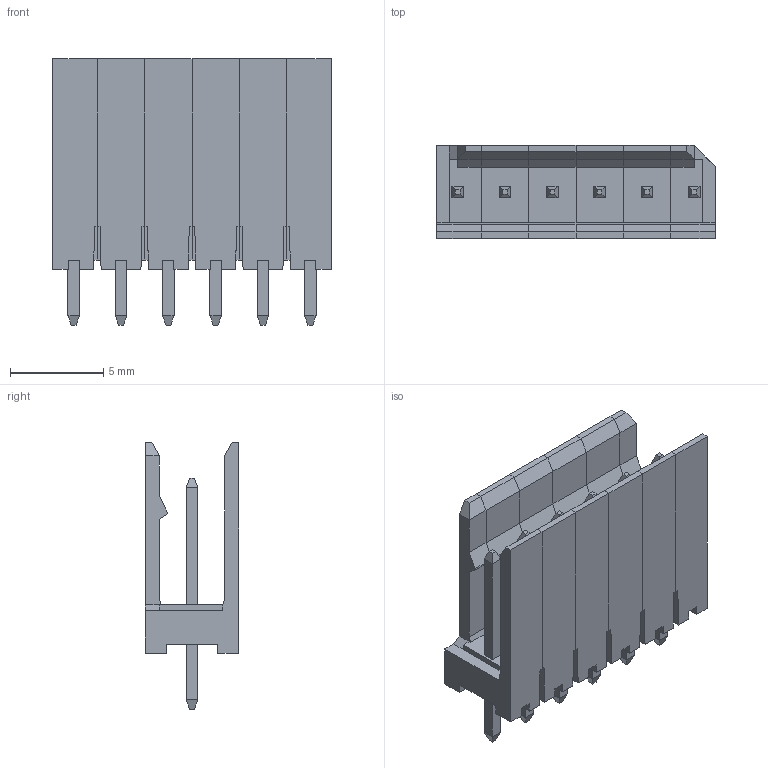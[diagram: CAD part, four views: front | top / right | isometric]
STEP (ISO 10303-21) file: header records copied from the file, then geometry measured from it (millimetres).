
FILE_DESCRIPTION(/* description */ ('Unknown'),/* implementation_level */ '2;1');
FILE_NAME(/* name */ '66100611622',/* time_stamp */ '2020-08-20T09:39:40+02:00',/* author */ ('Unknown'),/* organization */ ('Unknown'),/* preprocessor_version */ 'ST-DEVELOPER v16.7',/* originating_system */ 'DEX',/* authorisation */ $);
FILE_SCHEMA (('AUTOMOTIVE_DESIGN {1 0 10303 214 3 1 1}'));
Length unit declared in the file: millimetre
Products named in the file (4): 6610xx11622; 6610xx11622_DX; 6610xx11622_SX; 6610xx11622_CNT2
Assembly tree (6 placements, depth 2):
  6610xx11622
    6610xx11622_DX
    6610xx11622_SX
    6610xx11622_CNT2  x4
Bounding box: 14.94 x 5 x 14.3 mm (x, y, z)
Volume: 349.8 mm3; surface area: 1146.4 mm2
Topology: 6 solids, 6 shells, 367 faces, 974 edges, 631 vertices
Faces by surface type: plane 361, cylinder 6
Entity records: 6921 total; most frequent: CARTESIAN_POINT 989, ORIENTED_EDGE 970, DIRECTION 873, EDGE_CURVE 485, LINE 479, VECTOR 479, VERTEX_POINT 313, AXIS2_PLACEMENT_3D 197
